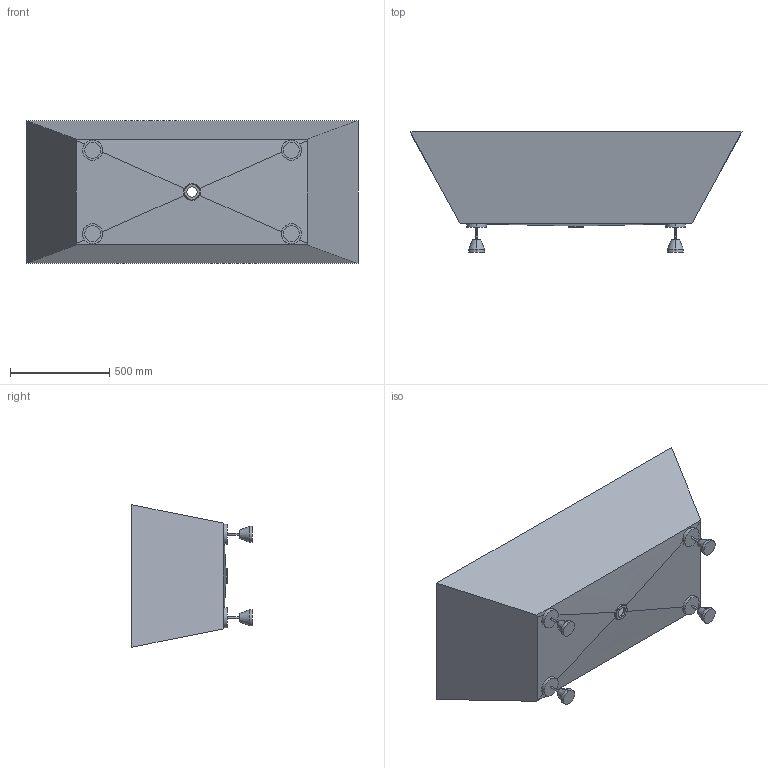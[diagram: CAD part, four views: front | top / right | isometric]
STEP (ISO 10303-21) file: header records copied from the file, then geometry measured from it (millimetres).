
FILE_DESCRIPTION (( 'STEP AP214' ), '1' );
FILE_NAME ('Z684G.STEP', '2018-04-13T10:30:24', ( 'Admin' ), ( '' ), 'SwSTEP 2.0', 'SolidWorks 2017', '' );
FILE_SCHEMA (( 'AUTOMOTIVE_DESIGN' ));
Length unit declared in the file: millimetre
Products named in the file (1): Z684G
Bounding box: 1669.63 x 605 x 716.52 mm (x, y, z)
Volume: 34473011.5 mm3; surface area: 5256370.2 mm2
Topology: 1 solids, 1 shells, 74 faces, 180 edges, 108 vertices
Faces by surface type: cylinder 28, plane 22, bspline 16, cone 8
Entity records: 7516 total; most frequent: CARTESIAN_POINT 5913, ORIENTED_EDGE 344, DIRECTION 282, EDGE_CURVE 172, AXIS2_PLACEMENT_3D 111, VERTEX_POINT 108, EDGE_LOOP 84, FACE_OUTER_BOUND 74
